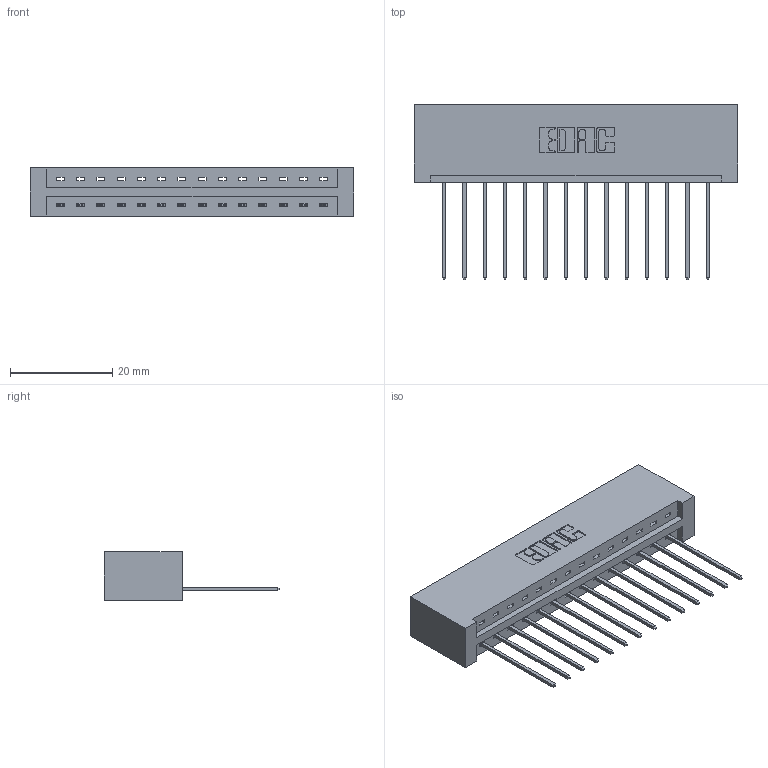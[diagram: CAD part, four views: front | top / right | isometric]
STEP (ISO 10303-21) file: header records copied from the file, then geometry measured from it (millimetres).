
FILE_DESCRIPTION (( 'STEP AP203' ), '1' );
FILE_NAME ('387-014-541-101.STEP', '2019-10-02T15:37:37', ( '' ), ( '' ), 'SwSTEP 2.0', 'SolidWorks 2016', '' );
FILE_SCHEMA (( 'CONFIG_CONTROL_DESIGN' ));
Length unit declared in the file: inch
Products named in the file (3): 345-292-001_345-293-141; 387-014-541-101; 337 Part_No Mounting Lugs
Assembly tree (15 placements, depth 2):
  387-014-541-101
    337 Part_No Mounting Lugs
    345-292-001_345-293-141  x14
Bounding box: 63.35 x 34.3 x 9.4 mm (x, y, z)
Volume: 7018.4 mm3; surface area: 7362.7 mm2
Topology: 15 solids, 15 shells, 974 faces, 2919 edges, 1926 vertices
Faces by surface type: plane 710, cylinder 264
Entity records: 13769 total; most frequent: CARTESIAN_POINT 2404, ORIENTED_EDGE 2354, DIRECTION 2073, EDGE_CURVE 1177, LINE 1057, VECTOR 1057, VERTEX_POINT 782, AXIS2_PLACEMENT_3D 508
